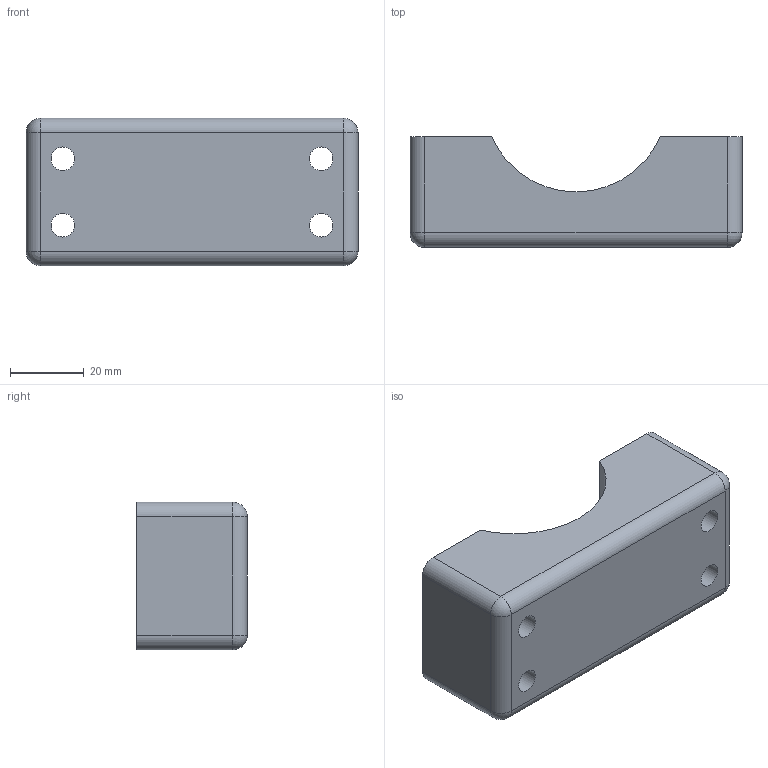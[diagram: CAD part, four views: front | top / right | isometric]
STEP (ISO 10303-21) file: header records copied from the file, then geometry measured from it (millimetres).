
FILE_DESCRIPTION(('FreeCAD Model'),'2;1');
FILE_NAME('objimka.step', '2021-03-08T15:43:54',('Author'),(''), 'Open CASCADE STEP processor 7.3','FreeCAD','Unknown');
FILE_SCHEMA(('AUTOMOTIVE_DESIGN { 1 0 10303 214 1 1 1 1 }'));
Length unit declared in the file: millimetre
Products named in the file (1): Fillet
Bounding box: 90 x 30 x 40 mm (x, y, z)
Volume: 83060.9 mm3; surface area: 15974.9 mm2
Topology: 1 solids, 1 shells, 24 faces, 58 edges, 32 vertices
Faces by surface type: cylinder 13, plane 7, sphere 4
Full cylindrical faces by diameter (mm): 6.4 x4
Entity records: 1408 total; most frequent: CARTESIAN_POINT 281, DIRECTION 211, ORIENTED_EDGE 108, PCURVE 108, DEFINITIONAL_REPRESENTATION 108, LINE 102, VECTOR 102, EDGE_CURVE 54
